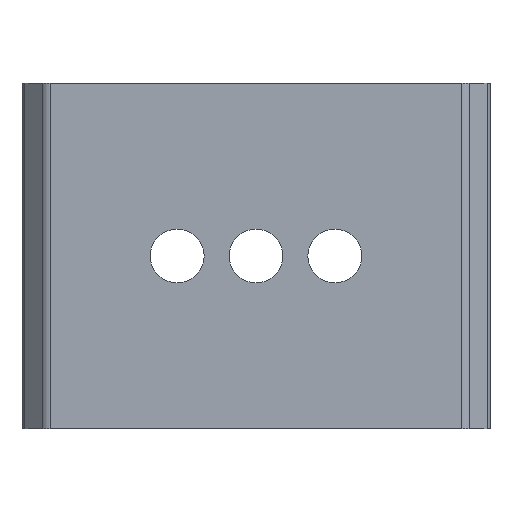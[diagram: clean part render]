
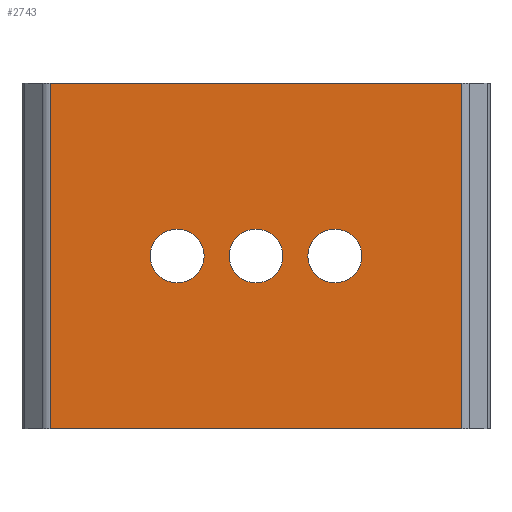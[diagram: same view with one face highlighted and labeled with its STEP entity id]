
A CAD part, front view. The second image highlights one B-rep face of the part: STEP entity #2743.
In plain terms, the highlighted planar face has unit normal (0, -1, 0).
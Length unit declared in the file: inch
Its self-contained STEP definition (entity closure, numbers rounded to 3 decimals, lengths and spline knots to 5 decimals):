
#70 = DIRECTION ( 'NONE',  ( -1., 0., 0. ) ) ;
#82 = DIRECTION ( 'NONE',  ( -1., 0., 0. ) ) ;
#140 = ORIENTED_EDGE ( 'NONE', *, *, #2176, .T. ) ;
#190 = EDGE_CURVE ( 'NONE', #1560, #2747, #288, .T. ) ;
#202 = DIRECTION ( 'NONE',  ( 0., 1., 0. ) ) ;
#214 = EDGE_CURVE ( 'NONE', #1557, #471, #2484, .T. ) ;
#288 = CIRCLE ( 'NONE', #1253, 0.10433 ) ;
#301 = CARTESIAN_POINT ( 'NONE',  ( -0.30512, 0., 0. ) ) ;
#395 = EDGE_CURVE ( 'NONE', #448, #1077, #1644, .T. ) ;
#448 = VERTEX_POINT ( 'NONE', #2190 ) ;
#471 = VERTEX_POINT ( 'NONE', #2235 ) ;
#474 = CARTESIAN_POINT ( 'NONE',  ( -0.30512, 0., -0.10433 ) ) ;
#482 = CARTESIAN_POINT ( 'NONE',  ( 0.79654, 0., -0.66929 ) ) ;
#493 = DIRECTION ( 'NONE',  ( 0., 1., 0. ) ) ;
#531 = VECTOR ( 'NONE', #1374, 39.37008 ) ;
#696 = EDGE_CURVE ( 'NONE', #1077, #448, #2046, .T. ) ;
#760 = EDGE_LOOP ( 'NONE', ( #912, #1234, #1433, #1126 ) ) ;
#843 = EDGE_CURVE ( 'NONE', #471, #1596, #947, .T. ) ;
#881 = AXIS2_PLACEMENT_3D ( 'NONE', #2170, #1922, #1932 ) ;
#904 = FACE_BOUND ( 'NONE', #2198, .T. ) ;
#912 = ORIENTED_EDGE ( 'NONE', *, *, #2184, .T. ) ;
#934 = VERTEX_POINT ( 'NONE', #2153 ) ;
#945 = CARTESIAN_POINT ( 'NONE',  ( 0., 0., 0.10433 ) ) ;
#947 = LINE ( 'NONE', #2536, #3033 ) ;
#1014 = CARTESIAN_POINT ( 'NONE',  ( -0.30512, 0., 0. ) ) ;
#1043 = CARTESIAN_POINT ( 'NONE',  ( 0.79654, 0., -0.66929 ) ) ;
#1077 = VERTEX_POINT ( 'NONE', #945 ) ;
#1125 = EDGE_CURVE ( 'NONE', #1557, #934, #1882, .T. ) ;
#1126 = ORIENTED_EDGE ( 'NONE', *, *, #1125, .T. ) ;
#1146 = AXIS2_PLACEMENT_3D ( 'NONE', #301, #2185, #82 ) ;
#1187 = CARTESIAN_POINT ( 'NONE',  ( 0.30512, 0., 0. ) ) ;
#1234 = ORIENTED_EDGE ( 'NONE', *, *, #843, .F. ) ;
#1253 = AXIS2_PLACEMENT_3D ( 'NONE', #1014, #2906, #1993 ) ;
#1338 = EDGE_CURVE ( 'NONE', #1386, #2022, #2396, .T. ) ;
#1346 = DIRECTION ( 'NONE',  ( 0., 0., 1. ) ) ;
#1374 = DIRECTION ( 'NONE',  ( -1., 0., 0. ) ) ;
#1386 = VERTEX_POINT ( 'NONE', #2574 ) ;
#1417 = DIRECTION ( 'NONE',  ( -1., 0., 0. ) ) ;
#1419 = DIRECTION ( 'NONE',  ( 1., 0., 0. ) ) ;
#1433 = ORIENTED_EDGE ( 'NONE', *, *, #214, .F. ) ;
#1500 = CIRCLE ( 'NONE', #881, 0.10433 ) ;
#1530 = DIRECTION ( 'NONE',  ( 0., 1., 0. ) ) ;
#1557 = VERTEX_POINT ( 'NONE', #1043 ) ;
#1560 = VERTEX_POINT ( 'NONE', #1981 ) ;
#1596 = VERTEX_POINT ( 'NONE', #2050 ) ;
#1628 = CARTESIAN_POINT ( 'NONE',  ( 0.79654, 0., -0.66929 ) ) ;
#1644 = CIRCLE ( 'NONE', #2349, 0.10433 ) ;
#1709 = CARTESIAN_POINT ( 'NONE',  ( 0.79654, 0., 0.66929 ) ) ;
#1741 = AXIS2_PLACEMENT_3D ( 'NONE', #1976, #1772, #2024 ) ;
#1772 = DIRECTION ( 'NONE',  ( 0., 1., 0. ) ) ;
#1779 = VECTOR ( 'NONE', #70, 39.37008 ) ;
#1845 = PLANE ( 'NONE',  #1942 ) ;
#1882 = LINE ( 'NONE', #482, #2298 ) ;
#1922 = DIRECTION ( 'NONE',  ( 0., 1., 0. ) ) ;
#1932 = DIRECTION ( 'NONE',  ( -1., 0., 0. ) ) ;
#1942 = AXIS2_PLACEMENT_3D ( 'NONE', #1628, #202, #1419 ) ;
#1976 = CARTESIAN_POINT ( 'NONE',  ( 0., 0., 0. ) ) ;
#1981 = CARTESIAN_POINT ( 'NONE',  ( -0.30512, 0., 0.10433 ) ) ;
#1993 = DIRECTION ( 'NONE',  ( -1., 0., 0. ) ) ;
#2022 = VERTEX_POINT ( 'NONE', #2130 ) ;
#2024 = DIRECTION ( 'NONE',  ( -1., 0., 0. ) ) ;
#2046 = CIRCLE ( 'NONE', #1741, 0.10433 ) ;
#2050 = CARTESIAN_POINT ( 'NONE',  ( -0.79654, 0., 0.66929 ) ) ;
#2066 = FACE_BOUND ( 'NONE', #2830, .T. ) ;
#2095 = EDGE_LOOP ( 'NONE', ( #2101, #140 ) ) ;
#2101 = ORIENTED_EDGE ( 'NONE', *, *, #190, .T. ) ;
#2130 = CARTESIAN_POINT ( 'NONE',  ( 0.30512, 0., -0.10433 ) ) ;
#2153 = CARTESIAN_POINT ( 'NONE',  ( 0.79654, 0., 0.66929 ) ) ;
#2170 = CARTESIAN_POINT ( 'NONE',  ( 0.30512, 0., 0. ) ) ;
#2176 = EDGE_CURVE ( 'NONE', #2747, #1560, #2487, .T. ) ;
#2184 = EDGE_CURVE ( 'NONE', #934, #1596, #2666, .T. ) ;
#2185 = DIRECTION ( 'NONE',  ( 0., 1., 0. ) ) ;
#2190 = CARTESIAN_POINT ( 'NONE',  ( 0., 0., -0.10433 ) ) ;
#2198 = EDGE_LOOP ( 'NONE', ( #2572, #2781 ) ) ;
#2199 = ORIENTED_EDGE ( 'NONE', *, *, #2911, .T. ) ;
#2235 = CARTESIAN_POINT ( 'NONE',  ( -0.79654, 0., -0.66929 ) ) ;
#2298 = VECTOR ( 'NONE', #2342, 39.37008 ) ;
#2342 = DIRECTION ( 'NONE',  ( 0., 0., 1. ) ) ;
#2349 = AXIS2_PLACEMENT_3D ( 'NONE', #2510, #1530, #2937 ) ;
#2396 = CIRCLE ( 'NONE', #2651, 0.10433 ) ;
#2484 = LINE ( 'NONE', #3034, #531 ) ;
#2487 = CIRCLE ( 'NONE', #1146, 0.10433 ) ;
#2510 = CARTESIAN_POINT ( 'NONE',  ( 0., 0., 0. ) ) ;
#2523 = ORIENTED_EDGE ( 'NONE', *, *, #1338, .T. ) ;
#2536 = CARTESIAN_POINT ( 'NONE',  ( -0.79654, 0., -0.66929 ) ) ;
#2572 = ORIENTED_EDGE ( 'NONE', *, *, #696, .T. ) ;
#2574 = CARTESIAN_POINT ( 'NONE',  ( 0.30512, 0., 0.10433 ) ) ;
#2610 = FACE_OUTER_BOUND ( 'NONE', #760, .T. ) ;
#2651 = AXIS2_PLACEMENT_3D ( 'NONE', #1187, #493, #1417 ) ;
#2666 = LINE ( 'NONE', #1709, #1779 ) ;
#2743 = ADVANCED_FACE ( 'NONE', ( #2861, #2066, #904, #2610 ), #1845, .F. ) ;
#2747 = VERTEX_POINT ( 'NONE', #474 ) ;
#2781 = ORIENTED_EDGE ( 'NONE', *, *, #395, .T. ) ;
#2830 = EDGE_LOOP ( 'NONE', ( #2523, #2199 ) ) ;
#2861 = FACE_BOUND ( 'NONE', #2095, .T. ) ;
#2906 = DIRECTION ( 'NONE',  ( 0., 1., 0. ) ) ;
#2911 = EDGE_CURVE ( 'NONE', #2022, #1386, #1500, .T. ) ;
#2937 = DIRECTION ( 'NONE',  ( -1., 0., 0. ) ) ;
#3033 = VECTOR ( 'NONE', #1346, 39.37008 ) ;
#3034 = CARTESIAN_POINT ( 'NONE',  ( 0.79654, 0., -0.66929 ) ) ;
